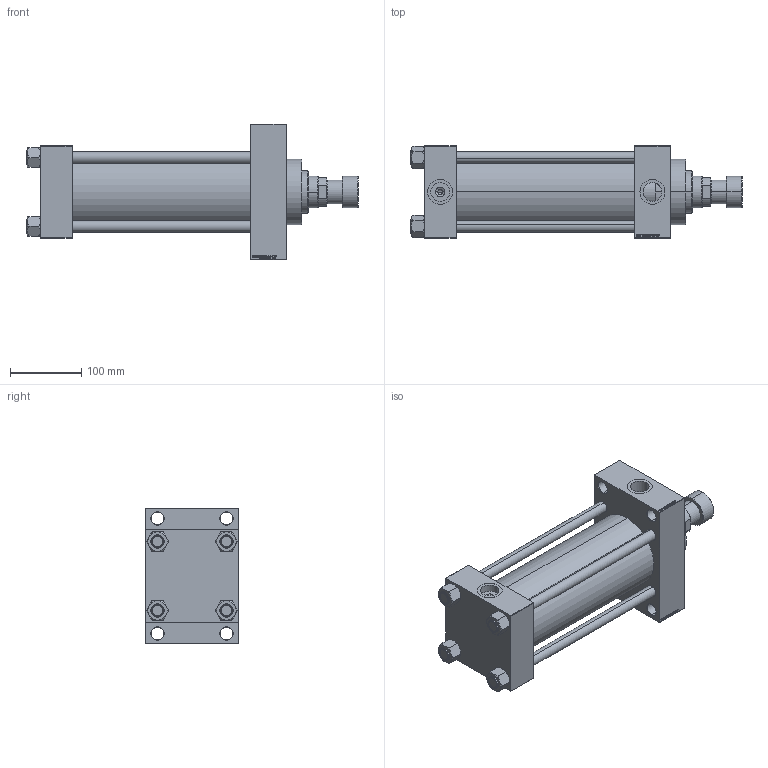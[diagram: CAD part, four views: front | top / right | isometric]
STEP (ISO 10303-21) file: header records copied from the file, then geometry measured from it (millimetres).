
FILE_DESCRIPTION (( 'STEP AP203' ), '1' );
FILE_NAME ('a101.STEP', '2023-10-10T23:31:43', ( '' ), ( '' ), 'SwSTEP 2.0', 'SolidWorks 2019', '' );
FILE_SCHEMA (( 'CONFIG_CONTROL_DESIGN' ));
Length unit declared in the file: millimetre
Products named in the file (7): V215CR_D_TYCINKA fd2ac1b3b31ea31a0ccc0e731d9d5682; NUT_M5_D fd2ac1b3b31ea31a0ccc0e731d9d5682; V215_VC_A fd2ac1b3b31ea31a0ccc0e731d9d5682; V215CR_D_Body fd2ac1b3b31ea31a0ccc0e731d9d5682; a101; V215CR_ROD_END_F fd2ac1b3b31ea31a0ccc0e731d9d5682; V215CR_VCP_D fd2ac1b3b31ea31a0ccc0e731d9d5682
Assembly tree (12 placements, depth 2):
  a101
    V215CR_D_Body fd2ac1b3b31ea31a0ccc0e731d9d5682
    V215CR_VCP_D fd2ac1b3b31ea31a0ccc0e731d9d5682
    NUT_M5_D fd2ac1b3b31ea31a0ccc0e731d9d5682  x4
    V215CR_D_TYCINKA fd2ac1b3b31ea31a0ccc0e731d9d5682  x4
    V215_VC_A fd2ac1b3b31ea31a0ccc0e731d9d5682
    V215CR_ROD_END_F fd2ac1b3b31ea31a0ccc0e731d9d5682
Bounding box: 467 x 130 x 190 mm (x, y, z)
Volume: 3248516.2 mm3; surface area: 541383.9 mm2
Topology: 12 solids, 12 shells, 1164 faces, 2927 edges, 1899 vertices
Faces by surface type: plane 548, bspline 368, cone 144, cylinder 92, torus 12
Entity records: 48116 total; most frequent: CARTESIAN_POINT 25244, ORIENTED_EDGE 5118, DIRECTION 3337, EDGE_CURVE 2559, VERTEX_POINT 1677, LINE 1533, VECTOR 1533, EDGE_LOOP 1140
